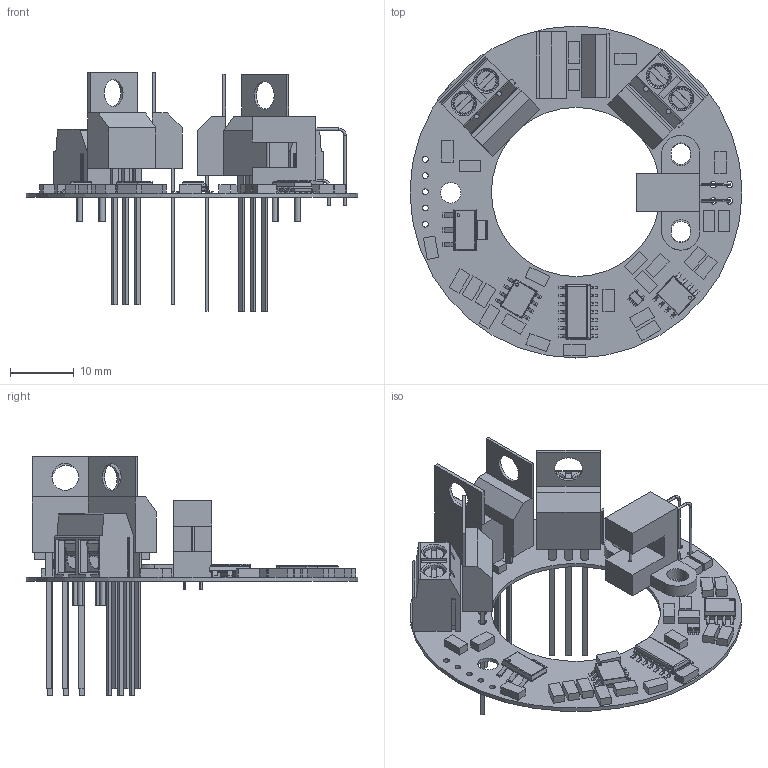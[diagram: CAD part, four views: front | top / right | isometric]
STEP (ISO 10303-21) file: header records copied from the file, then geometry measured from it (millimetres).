
FILE_DESCRIPTION(('Open CASCADE Model'),'2;1');
FILE_NAME('Open CASCADE Shape Model','2026-02-09T22:02:45',('Author'),( 'Open CASCADE'),'Open CASCADE STEP processor 6.8','Open CASCADE 6.8' ,'Unknown');
FILE_SCHEMA(('AUTOMOTIVE_DESIGN { 1 0 10303 214 1 1 1 1 }'));
Length unit declared in the file: millimetre
Products named in the file (99): PCB; Board; Open CASCADE STEP translator 6.8 1.1.1; U1; 5861246784; Body; PinsArrayL; FilletPinR; Q4; 5861247104; Tab; PinsArray; Q3; 5861248304; U5; 5861248064; PinsArrayLR; U4; 5861251824; U3; 5861248224; BODY-SO; LEAD-SO; PIN1-ID; U2; 5861246624; BODY-SOT; LEAD-SOT; R14; 5868584912; Extruded; R13; R12; 5867697728; R11; 5867698288; R10; R9; 5868583872; R8 ...
Assembly tree (129 placements, depth 4):
  PCB
    Board
      Open CASCADE STEP translator 6.8 1.1.1
    U1
      5861246784
        Body
        PinsArrayL
        FilletPinR
    Q4
      5861247104
        Tab
        Body
        PinsArray
    Q3
      5861248304
        Tab
        Body
        PinsArray
    U5
      5861248064
        Body
        PinsArrayLR
    U4
      5861251824
        Body
        PinsArrayLR
    U3
      5861248224
        BODY-SO
        LEAD-SO  x14
        PIN1-ID
    U2
      5861246624
        BODY-SOT
        LEAD-SOT  x5
        PIN1-ID
    R14
      5868584912
        Extruded
    R13
      5868584912
        Extruded
    R12
      5867697728
        Extruded
    R11
      5867698288
        Extruded
    R10
      5867698288
        Extruded
    R9
      5868583872
        Extruded
    R8
      5868583872
        Extruded
    R7
      5868584352
        Extruded
Bounding box: 52 x 52 x 37.34 mm (x, y, z)
Volume: 4567.2 mm3; surface area: 10583.6 mm2
Topology: 99 solids, 99 shells, 1608 faces, 3951 edges, 2564 vertices
Faces by surface type: plane 1150, cylinder 412, torus 20, sphere 18, cone 8
Full cylindrical faces by diameter (mm): 0.438 x1, 0.487 x2, 0.9 x5, 1 x4, 1.21 x6, 1.28 x6, 1.4 x4, 3.2 x3, 4.19 x2, 4.367 x2, 26.5 x1, 52 x1
Entity records: 45153 total; most frequent: CARTESIAN_POINT 7799, DIRECTION 6579, ORIENTED_EDGE 6390, EDGE_CURVE 3195, LINE 2387, VECTOR 2387, AXIS2_PLACEMENT_3D 2096, VERTEX_POINT 2060
